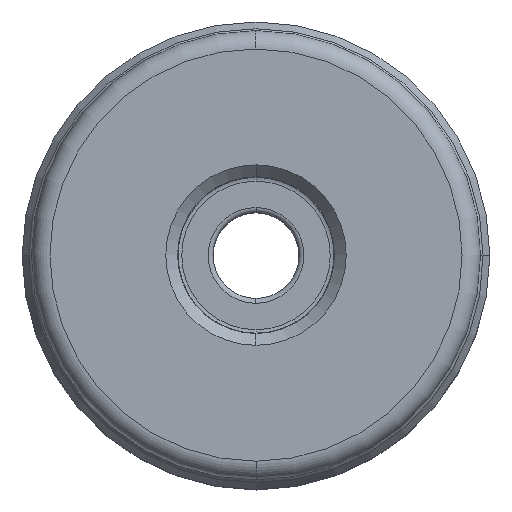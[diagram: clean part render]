
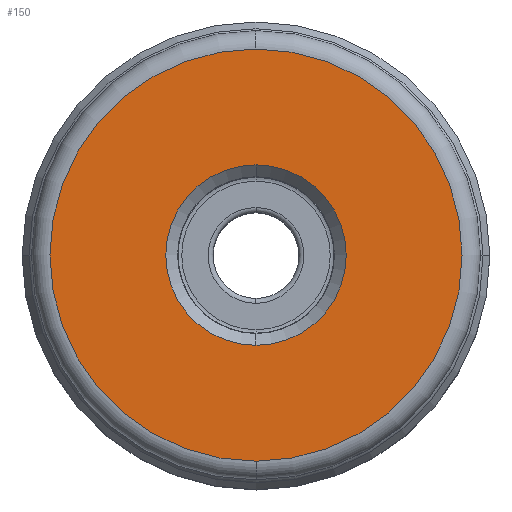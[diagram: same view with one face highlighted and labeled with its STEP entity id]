
A CAD part, top view. The second image highlights one B-rep face of the part: STEP entity #150.
In plain terms, the highlighted planar face has unit normal (0, 0, 1).
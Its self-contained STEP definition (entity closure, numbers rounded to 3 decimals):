
#60=PLANE('',#1580);
#72=FACE_BOUND('',#340,.T.);
#73=FACE_BOUND('',#341,.T.);
#150=ADVANCED_FACE('',(#72,#73),#60,.F.);
#340=EDGE_LOOP('',(#540,#541,#542,#543));
#341=EDGE_LOOP('',(#544,#545));
#540=ORIENTED_EDGE('',*,*,#980,.T.);
#541=ORIENTED_EDGE('',*,*,#978,.T.);
#542=ORIENTED_EDGE('',*,*,#977,.T.);
#543=ORIENTED_EDGE('',*,*,#981,.T.);
#544=ORIENTED_EDGE('',*,*,#982,.T.);
#545=ORIENTED_EDGE('',*,*,#983,.T.);
#828=VERTEX_POINT('',#2452);
#829=VERTEX_POINT('',#2454);
#830=VERTEX_POINT('',#2456);
#831=VERTEX_POINT('',#2460);
#832=VERTEX_POINT('',#2464);
#833=VERTEX_POINT('',#2465);
#977=EDGE_CURVE('',#829,#828,#1158,.T.);
#978=EDGE_CURVE('',#830,#829,#1159,.T.);
#980=EDGE_CURVE('',#831,#830,#1161,.T.);
#981=EDGE_CURVE('',#828,#831,#1162,.T.);
#982=EDGE_CURVE('',#832,#833,#1163,.T.);
#983=EDGE_CURVE('',#833,#832,#1164,.T.);
#1158=CIRCLE('',#1571,16.79);
#1159=CIRCLE('',#1572,16.79);
#1161=CIRCLE('',#1575,16.79);
#1162=CIRCLE('',#1576,16.79);
#1163=CIRCLE('',#1578,7.35);
#1164=CIRCLE('',#1579,7.35);
#1571=AXIS2_PLACEMENT_3D('',#2453,#1944,#1945);
#1572=AXIS2_PLACEMENT_3D('',#2455,#1946,#1947);
#1575=AXIS2_PLACEMENT_3D('',#2459,#1952,#1953);
#1576=AXIS2_PLACEMENT_3D('',#2461,#1954,#1955);
#1578=AXIS2_PLACEMENT_3D('',#2463,#1958,#1959);
#1579=AXIS2_PLACEMENT_3D('',#2466,#1960,#1961);
#1580=AXIS2_PLACEMENT_3D('',#2467,#1962,#1963);
#1944=DIRECTION('',(0.,0.,1.));
#1945=DIRECTION('',(0.001,1.,0.));
#1946=DIRECTION('',(0.,0.,1.));
#1947=DIRECTION('',(0.,-1.,0.));
#1952=DIRECTION('',(0.,0.,1.));
#1953=DIRECTION('',(-0.001,-1.,0.));
#1954=DIRECTION('',(0.,0.,1.));
#1955=DIRECTION('',(0.,1.,0.));
#1958=DIRECTION('',(0.,0.,-1.));
#1959=DIRECTION('',(0.,-1.,0.));
#1960=DIRECTION('',(0.,0.,-1.));
#1961=DIRECTION('',(0.,1.,0.));
#1962=DIRECTION('',(0.,0.,-1.));
#1963=DIRECTION('',(0.,1.,0.));
#2452=CARTESIAN_POINT('',(0.,16.79,0.));
#2453=CARTESIAN_POINT('',(0.,0.,0.));
#2454=CARTESIAN_POINT('',(0.02,16.79,0.));
#2455=CARTESIAN_POINT('',(0.,0.,0.));
#2456=CARTESIAN_POINT('',(0.,-16.79,0.));
#2459=CARTESIAN_POINT('',(0.,0.,0.));
#2460=CARTESIAN_POINT('',(-0.02,-16.79,0.));
#2461=CARTESIAN_POINT('',(0.,0.,0.));
#2463=CARTESIAN_POINT('',(0.,0.,0.));
#2464=CARTESIAN_POINT('',(0.,-7.35,0.));
#2465=CARTESIAN_POINT('',(0.,7.35,0.));
#2466=CARTESIAN_POINT('',(0.,0.,0.));
#2467=CARTESIAN_POINT('',(0.,0.,0.));
